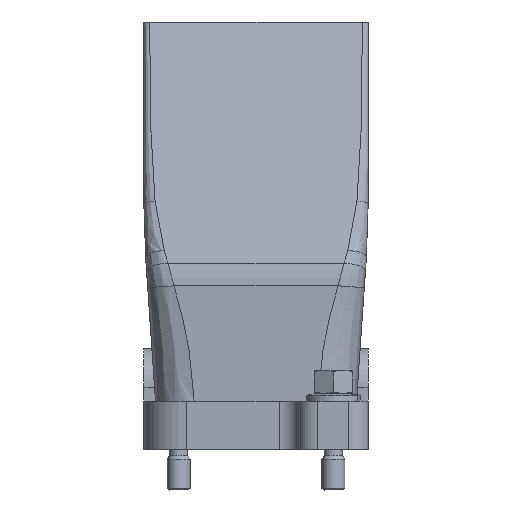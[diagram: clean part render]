
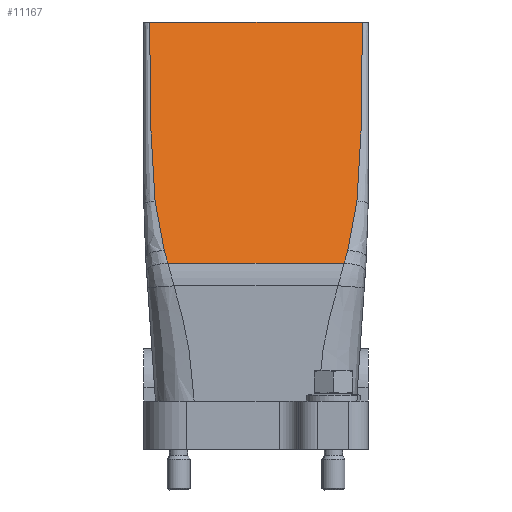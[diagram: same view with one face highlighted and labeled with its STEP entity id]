
A CAD part, front view. The second image highlights one B-rep face of the part: STEP entity #11167.
In plain terms, the highlighted planar face has unit normal (0, -0.956, 0.293).
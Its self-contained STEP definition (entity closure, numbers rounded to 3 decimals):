
#11127=AXIS2_PLACEMENT_3D('Plane Axis2P3D',#11124,#11125,#11126) ;
#285=CARTESIAN_POINT('Line Origine',(29.,41.,121.)) ;
#289=CARTESIAN_POINT('Vertex',(56.5,41.,121.)) ;
#291=CARTESIAN_POINT('Vertex',(1.5,41.,121.)) ;
#3429=CARTESIAN_POINT('Vertex',(52.715,22.891,61.951)) ;
#3433=CARTESIAN_POINT('Control Point',(51.783,21.879,58.652)) ;
#3434=CARTESIAN_POINT('Control Point',(51.87,21.97,58.951)) ;
#3435=CARTESIAN_POINT('Control Point',(51.956,22.062,59.249)) ;
#3436=CARTESIAN_POINT('Control Point',(52.042,22.154,59.548)) ;
#3437=CARTESIAN_POINT('Control Point',(52.23,22.356,60.207)) ;
#3438=CARTESIAN_POINT('Control Point',(52.416,22.558,60.867)) ;
#3439=CARTESIAN_POINT('Control Point',(52.516,22.669,61.229)) ;
#3440=CARTESIAN_POINT('Control Point',(52.616,22.78,61.59)) ;
#3441=CARTESIAN_POINT('Control Point',(52.715,22.891,61.951)) ;
#3442=CARTESIAN_POINT('Vertex',(51.783,21.879,58.652)) ;
#3809=CARTESIAN_POINT('Vertex',(55.086,26.79,74.665)) ;
#3813=CARTESIAN_POINT('Control Point',(52.715,22.891,61.951)) ;
#3814=CARTESIAN_POINT('Control Point',(53.19,23.416,63.665)) ;
#3815=CARTESIAN_POINT('Control Point',(53.62,23.945,65.39)) ;
#3816=CARTESIAN_POINT('Control Point',(53.997,24.478,67.129)) ;
#3817=CARTESIAN_POINT('Control Point',(54.463,25.261,69.679)) ;
#3818=CARTESIAN_POINT('Control Point',(54.816,26.048,72.246)) ;
#3819=CARTESIAN_POINT('Control Point',(54.915,26.293,73.044)) ;
#3820=CARTESIAN_POINT('Control Point',(55.005,26.541,73.854)) ;
#3821=CARTESIAN_POINT('Control Point',(55.087,26.79,74.665)) ;
#3853=CARTESIAN_POINT('Line Origine',(29.,21.879,58.652)) ;
#3857=CARTESIAN_POINT('Vertex',(6.217,21.879,58.652)) ;
#10029=CARTESIAN_POINT('Vertex',(5.285,22.891,61.951)) ;
#10041=CARTESIAN_POINT('Control Point',(6.217,21.879,58.652)) ;
#10042=CARTESIAN_POINT('Control Point',(6.13,21.97,58.951)) ;
#10043=CARTESIAN_POINT('Control Point',(6.044,22.062,59.249)) ;
#10044=CARTESIAN_POINT('Control Point',(5.958,22.154,59.548)) ;
#10045=CARTESIAN_POINT('Control Point',(5.77,22.356,60.207)) ;
#10046=CARTESIAN_POINT('Control Point',(5.584,22.558,60.867)) ;
#10047=CARTESIAN_POINT('Control Point',(5.484,22.669,61.229)) ;
#10048=CARTESIAN_POINT('Control Point',(5.384,22.78,61.59)) ;
#10049=CARTESIAN_POINT('Control Point',(5.285,22.891,61.951)) ;
#10573=CARTESIAN_POINT('Vertex',(2.914,26.79,74.665)) ;
#10577=CARTESIAN_POINT('Control Point',(5.285,22.891,61.951)) ;
#10578=CARTESIAN_POINT('Control Point',(4.81,23.416,63.665)) ;
#10579=CARTESIAN_POINT('Control Point',(4.38,23.945,65.39)) ;
#10580=CARTESIAN_POINT('Control Point',(4.003,24.478,67.129)) ;
#10581=CARTESIAN_POINT('Control Point',(3.537,25.261,69.679)) ;
#10582=CARTESIAN_POINT('Control Point',(3.184,26.048,72.246)) ;
#10583=CARTESIAN_POINT('Control Point',(3.085,26.293,73.044)) ;
#10584=CARTESIAN_POINT('Control Point',(2.995,26.541,73.854)) ;
#10585=CARTESIAN_POINT('Control Point',(2.913,26.79,74.665)) ;
#11124=CARTESIAN_POINT('Axis2P3D Location',(29.,41.,121.)) ;
#11130=CARTESIAN_POINT('Control Point',(2.914,26.79,74.665)) ;
#11131=CARTESIAN_POINT('Control Point',(2.806,27.123,75.75)) ;
#11132=CARTESIAN_POINT('Control Point',(2.708,27.454,76.832)) ;
#11133=CARTESIAN_POINT('Control Point',(2.618,27.784,77.908)) ;
#11134=CARTESIAN_POINT('Control Point',(1.962,30.387,86.394)) ;
#11135=CARTESIAN_POINT('Control Point',(1.692,32.995,94.897)) ;
#11136=CARTESIAN_POINT('Control Point',(1.544,35.272,102.324)) ;
#11137=CARTESIAN_POINT('Control Point',(1.504,37.753,110.413)) ;
#11138=CARTESIAN_POINT('Control Point',(1.5,40.234,118.503)) ;
#11139=CARTESIAN_POINT('Control Point',(1.5,40.485,119.32)) ;
#11140=CARTESIAN_POINT('Control Point',(1.5,40.746,120.173)) ;
#11141=CARTESIAN_POINT('Control Point',(1.5,41.,121.)) ;
#11144=CARTESIAN_POINT('Control Point',(55.086,26.79,74.665)) ;
#11145=CARTESIAN_POINT('Control Point',(55.194,27.123,75.75)) ;
#11146=CARTESIAN_POINT('Control Point',(55.292,27.454,76.832)) ;
#11147=CARTESIAN_POINT('Control Point',(55.382,27.784,77.908)) ;
#11148=CARTESIAN_POINT('Control Point',(56.038,30.387,86.394)) ;
#11149=CARTESIAN_POINT('Control Point',(56.308,32.995,94.897)) ;
#11150=CARTESIAN_POINT('Control Point',(56.456,35.272,102.324)) ;
#11151=CARTESIAN_POINT('Control Point',(56.496,37.753,110.413)) ;
#11152=CARTESIAN_POINT('Control Point',(56.5,40.234,118.503)) ;
#11153=CARTESIAN_POINT('Control Point',(56.5,40.485,119.32)) ;
#11154=CARTESIAN_POINT('Control Point',(56.5,40.746,120.173)) ;
#11155=CARTESIAN_POINT('Control Point',(56.5,41.,121.)) ;
#286=DIRECTION('Vector Direction',(-1.,0.,0.)) ;
#3854=DIRECTION('Vector Direction',(-1.,0.,0.)) ;
#11125=DIRECTION('Axis2P3D Direction',(0.,0.956,-0.293)) ;
#11126=DIRECTION('Axis2P3D XDirection',(0.,-0.293,-0.956)) ;
#287=VECTOR('Line Direction',#286,1.) ;
#3855=VECTOR('Line Direction',#3854,1.) ;
#11158=ORIENTED_EDGE('',*,*,#11142,.T.) ;
#11159=ORIENTED_EDGE('',*,*,#10586,.T.) ;
#11160=ORIENTED_EDGE('',*,*,#10050,.T.) ;
#11161=ORIENTED_EDGE('',*,*,#3859,.F.) ;
#11162=ORIENTED_EDGE('',*,*,#3444,.F.) ;
#11163=ORIENTED_EDGE('',*,*,#3822,.F.) ;
#11164=ORIENTED_EDGE('',*,*,#11156,.F.) ;
#11165=ORIENTED_EDGE('',*,*,#293,.T.) ;
#11167=ADVANCED_FACE('Hood',(#11166),#11128,.F.) ;
#3432=B_SPLINE_CURVE_WITH_KNOTS('',5,(#3433,#3434,#3435,#3436,#3437,#3438,#3439,#3440,#3441),.UNSPECIFIED.,.F.,.U.,(6,3,6),(90.49,93.276,96.64),.UNSPECIFIED.) ;
#3812=B_SPLINE_CURVE_WITH_KNOTS('',5,(#3813,#3814,#3815,#3816,#3817,#3818,#3819,#3820,#3821),.UNSPECIFIED.,.F.,.U.,(6,3,6),(97.865,114.078,121.512),.UNSPECIFIED.) ;
#10040=B_SPLINE_CURVE_WITH_KNOTS('',5,(#10041,#10042,#10043,#10044,#10045,#10046,#10047,#10048,#10049),.UNSPECIFIED.,.F.,.U.,(6,3,6),(90.487,93.274,96.638),.UNSPECIFIED.) ;
#10576=B_SPLINE_CURVE_WITH_KNOTS('',5,(#10577,#10578,#10579,#10580,#10581,#10582,#10583,#10584,#10585),.UNSPECIFIED.,.F.,.U.,(6,3,6),(97.865,114.078,121.512),.UNSPECIFIED.) ;
#11129=B_SPLINE_CURVE_WITH_KNOTS('',5,(#11130,#11131,#11132,#11133,#11134,#11135,#11136,#11137,#11138,#11139,#11140,#11141),.UNSPECIFIED.,.F.,.U.,(6,3,3,6),(120.168,130.06,197.185,203.333),.UNSPECIFIED.) ;
#11143=B_SPLINE_CURVE_WITH_KNOTS('',5,(#11144,#11145,#11146,#11147,#11148,#11149,#11150,#11151,#11152,#11153,#11154,#11155),.UNSPECIFIED.,.F.,.U.,(6,3,3,6),(120.168,130.06,197.185,203.333),.UNSPECIFIED.) ;
#293=EDGE_CURVE('',#290,#292,#288,.T.) ;
#3444=EDGE_CURVE('',#3430,#3443,#3432,.F.) ;
#3822=EDGE_CURVE('',#3810,#3430,#3812,.F.) ;
#3859=EDGE_CURVE('',#3443,#3858,#3856,.T.) ;
#10050=EDGE_CURVE('',#10030,#3858,#10040,.F.) ;
#10586=EDGE_CURVE('',#10574,#10030,#10576,.F.) ;
#11142=EDGE_CURVE('',#292,#10574,#11129,.F.) ;
#11156=EDGE_CURVE('',#290,#3810,#11143,.F.) ;
#11157=EDGE_LOOP('',(#11158,#11159,#11160,#11161,#11162,#11163,#11164,#11165)) ;
#11166=FACE_OUTER_BOUND('',#11157,.T.) ;
#288=LINE('Line',#285,#287) ;
#3856=LINE('Line',#3853,#3855) ;
#11128=PLANE('',#11127) ;
#290=VERTEX_POINT('',#289) ;
#292=VERTEX_POINT('',#291) ;
#3430=VERTEX_POINT('',#3429) ;
#3443=VERTEX_POINT('',#3442) ;
#3810=VERTEX_POINT('',#3809) ;
#3858=VERTEX_POINT('',#3857) ;
#10030=VERTEX_POINT('',#10029) ;
#10574=VERTEX_POINT('',#10573) ;
